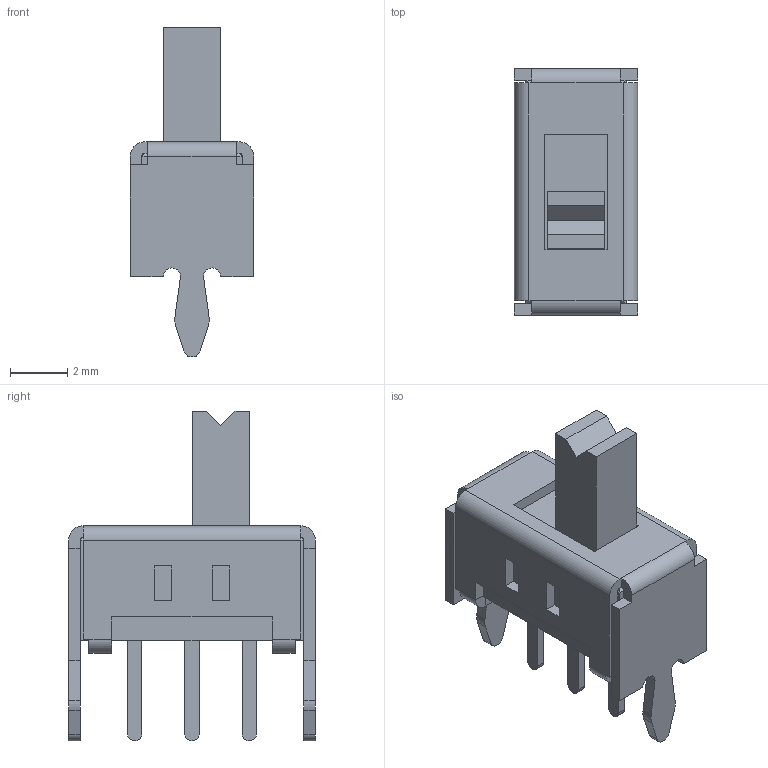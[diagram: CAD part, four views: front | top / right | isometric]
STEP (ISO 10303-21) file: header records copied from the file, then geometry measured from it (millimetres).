
FILE_DESCRIPTION(/* description */ (''),/* implementation_level */ '2;1');
FILE_NAME(/* name */ 'SPDT Switch 11.6x4.0mm v2.step',/* time_stamp */ '2024-04-26T11:12:04+02:00',/* author */ (''),/* organization */ (''),/* preprocessor_version */ 'ST-DEVELOPER v20',/* originating_system */ 'Autodesk Translation Framework v12.20.1.177',/* authorisation */ '');
FILE_SCHEMA (('AUTOMOTIVE_DESIGN { 1 0 10303 214 3 1 1 }'));
Length unit declared in the file: millimetre
Products named in the file (1): SPDT Switch 11.6x4.0mm
Bounding box: 4.3 x 8.6 x 11.5 mm (x, y, z)
Volume: 161.6 mm3; surface area: 283.9 mm2
Topology: 1 solids, 1 shells, 153 faces, 405 edges, 252 vertices
Faces by surface type: plane 124, cylinder 29
Entity records: 4681 total; most frequent: CARTESIAN_POINT 811, ORIENTED_EDGE 810, DIRECTION 771, EDGE_CURVE 405, LINE 347, VECTOR 347, VERTEX_POINT 252, AXIS2_PLACEMENT_3D 212
